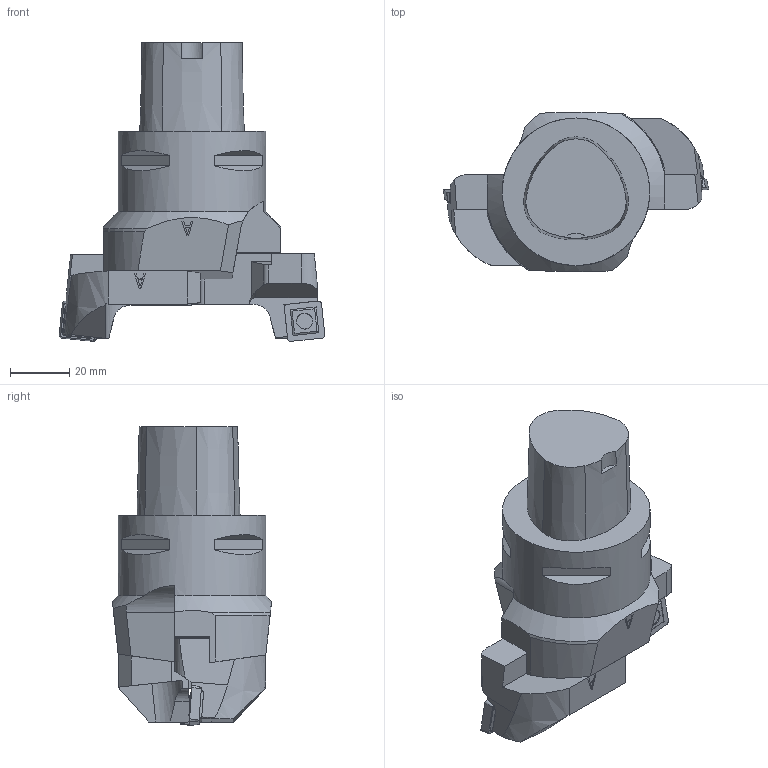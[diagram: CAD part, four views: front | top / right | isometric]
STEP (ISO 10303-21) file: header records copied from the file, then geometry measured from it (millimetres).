
FILE_DESCRIPTION(/* description */ (''),/* implementation_level */ '2;1');
FILE_NAME(/* name */ '1566827268512.stp',/* time_stamp */ '2019-08-26T15:47:55+02:00',/* author */ (''),/* organization */ ('SMS'),/* preprocessor_version */ 'ST-DEVELOPER v16.7',/* originating_system */ 'SIEMENS PLM Software NX 12.0',/* authorisation */ '');
FILE_SCHEMA (('AUTOMOTIVE_DESIGN { 1 0 10303 214 3 1 1 1 }'));
Length unit declared in the file: millimetre
Products named in the file (10): ASSEMBLY_CONSTRUCTION; 201030270mod000_00; 201012610mod000_00; 201030153mod000_00; 200953369mod000_01; 201030293mod000_01; 201030251mod000_01; 201090019mod000_01
Assembly tree (10 placements, depth 3):
  201090019mod000_01
    201030251mod000_01
      201030153mod000_00
      201012610mod000_00
      ASSEMBLY_CONSTRUCTION
    201030293mod000_01
      201030270mod000_00
      201012610mod000_00
      ASSEMBLY_CONSTRUCTION
    200953369mod000_01
    ASSEMBLY_CONSTRUCTION
Bounding box: 89.96 x 53.91 x 101.21 mm (x, y, z)
Volume: 153513.8 mm3; surface area: 27938.4 mm2
Topology: 5 solids, 5 shells, 262 faces, 701 edges, 492 vertices
Faces by surface type: plane 175, cone 31, cylinder 22, extrusion 18, torus 16
Full cylindrical faces by diameter (mm): 4 x4, 50 x1
Entity records: 8046 total; most frequent: CARTESIAN_POINT 2069, ORIENTED_EDGE 1190, DIRECTION 1070, EDGE_CURVE 595, VERTEX_POINT 417, VECTOR 368, AXIS2_PLACEMENT_3D 351, LINE 350
